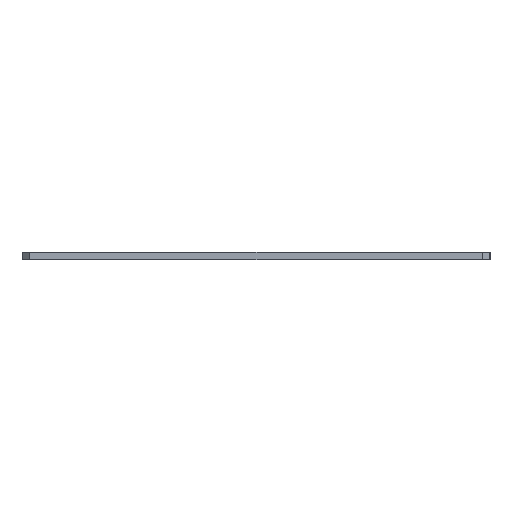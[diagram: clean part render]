
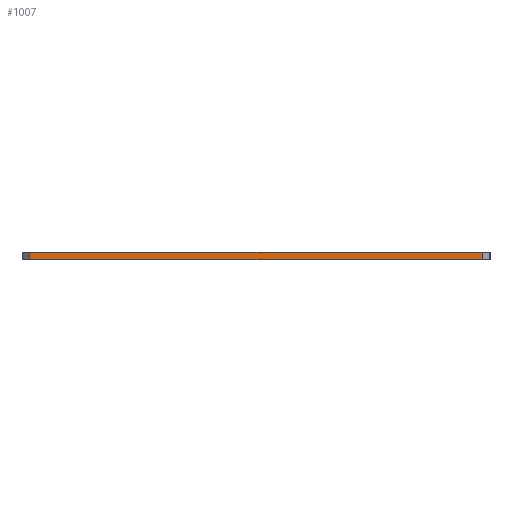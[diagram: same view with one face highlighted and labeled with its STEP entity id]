
A CAD part, front view. The second image highlights one B-rep face of the part: STEP entity #1007.
In plain terms, the highlighted planar face has unit normal (0, -1, 0).
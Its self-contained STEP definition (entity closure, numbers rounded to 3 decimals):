
#40 = LINE ( 'NONE', #405, #395 ) ;
#95 = CARTESIAN_POINT ( 'NONE',  ( 118., -160., 0. ) ) ;
#96 = CARTESIAN_POINT ( 'NONE',  ( 0., -160., 0. ) ) ;
#114 = VECTOR ( 'NONE', #706, 1000. ) ;
#129 = FACE_OUTER_BOUND ( 'NONE', #180, .T. ) ;
#136 = CARTESIAN_POINT ( 'NONE',  ( 2., -160., 0. ) ) ;
#157 = DIRECTION ( 'NONE',  ( -1., 0., 0. ) ) ;
#180 = EDGE_LOOP ( 'NONE', ( #1161, #430, #1026, #995 ) ) ;
#192 = VERTEX_POINT ( 'NONE', #360 ) ;
#218 = AXIS2_PLACEMENT_3D ( 'NONE', #1126, #1110, #1038 ) ;
#323 = VECTOR ( 'NONE', #157, 1000. ) ;
#355 = CARTESIAN_POINT ( 'NONE',  ( 118., -160., -2. ) ) ;
#360 = CARTESIAN_POINT ( 'NONE',  ( 118., -160., -2. ) ) ;
#375 = EDGE_CURVE ( 'NONE', #990, #1150, #635, .T. ) ;
#395 = VECTOR ( 'NONE', #670, 1000. ) ;
#405 = CARTESIAN_POINT ( 'NONE',  ( 2., -160., -2. ) ) ;
#428 = DIRECTION ( 'NONE',  ( 0., 0., 1. ) ) ;
#430 = ORIENTED_EDGE ( 'NONE', *, *, #748, .T. ) ;
#585 = PLANE ( 'NONE',  #218 ) ;
#621 = LINE ( 'NONE', #1055, #323 ) ;
#623 = VECTOR ( 'NONE', #428, 1000. ) ;
#635 = LINE ( 'NONE', #96, #114 ) ;
#670 = DIRECTION ( 'NONE',  ( 0., 0., -1. ) ) ;
#671 = CARTESIAN_POINT ( 'NONE',  ( 2., -160., -2. ) ) ;
#691 = VERTEX_POINT ( 'NONE', #671 ) ;
#706 = DIRECTION ( 'NONE',  ( -1., 0., 0. ) ) ;
#748 = EDGE_CURVE ( 'NONE', #192, #990, #992, .T. ) ;
#828 = EDGE_CURVE ( 'NONE', #192, #691, #621, .T. ) ;
#990 = VERTEX_POINT ( 'NONE', #95 ) ;
#992 = LINE ( 'NONE', #355, #623 ) ;
#995 = ORIENTED_EDGE ( 'NONE', *, *, #1037, .T. ) ;
#1007 = ADVANCED_FACE ( 'NONE', ( #129 ), #585, .F. ) ;
#1026 = ORIENTED_EDGE ( 'NONE', *, *, #375, .T. ) ;
#1037 = EDGE_CURVE ( 'NONE', #1150, #691, #40, .T. ) ;
#1038 = DIRECTION ( 'NONE',  ( 0., 0., 1. ) ) ;
#1055 = CARTESIAN_POINT ( 'NONE',  ( 0., -160., -2. ) ) ;
#1110 = DIRECTION ( 'NONE',  ( 0., 1., 0. ) ) ;
#1126 = CARTESIAN_POINT ( 'NONE',  ( 0., -160., -2. ) ) ;
#1150 = VERTEX_POINT ( 'NONE', #136 ) ;
#1161 = ORIENTED_EDGE ( 'NONE', *, *, #828, .F. ) ;
